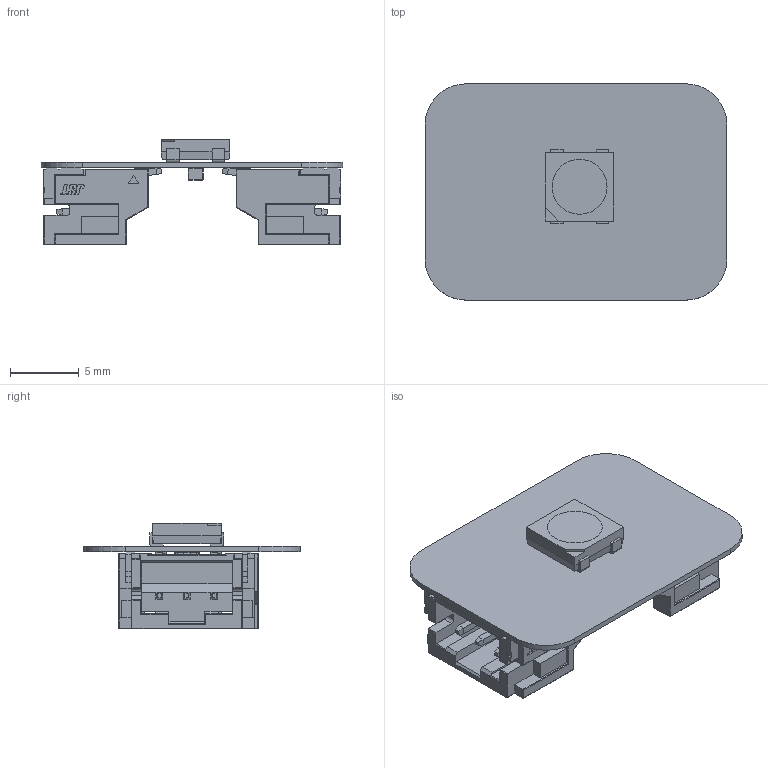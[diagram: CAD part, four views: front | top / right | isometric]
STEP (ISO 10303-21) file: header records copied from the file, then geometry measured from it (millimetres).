
FILE_DESCRIPTION(('Open CASCADE Model'),'2;1');
FILE_NAME('Open CASCADE Shape Model','2026-01-23T12:27:44',('Author'),( 'Open CASCADE'),'Open CASCADE STEP processor 7.5','Open CASCADE 7.5' ,'Unknown');
FILE_SCHEMA(('AUTOMOTIVE_DESIGN { 1 0 10303 214 1 1 1 1 }'));
Length unit declared in the file: millimetre
Products named in the file (20): PCB; Board; Open CASCADE STEP translator 7.5 1.1.1; U1; User Library-WS2812B; J2; Conn_JST_S3B-PH-SM4-TB_LF_SN_eec; S3B-PH-SM4-TB; 1; 2; Pin1_Triangle; JST; J1; C1; 6524527872; Terminal; Open CASCADE STEP translator 7.5 8.1.1; Open CASCADE STEP translator 7.5 8.1.2; Mid Body; Open CASCADE STEP translator 7.5 8.2.1
Assembly tree (20 placements, depth 5):
  PCB
    Board
      Open CASCADE STEP translator 7.5 1.1.1
    U1
      User Library-WS2812B
    J2
      Conn_JST_S3B-PH-SM4-TB_LF_SN_eec
        S3B-PH-SM4-TB
          1
          2
          Pin1_Triangle
          JST
    J1
      Conn_JST_S3B-PH-SM4-TB_LF_SN_eec
        S3B-PH-SM4-TB
          1
          2
          Pin1_Triangle
          JST
    C1
      6524527872
        Terminal
          Open CASCADE STEP translator 7.5 8.1.1
          Open CASCADE STEP translator 7.5 8.1.2
        Mid Body
          Open CASCADE STEP translator 7.5 8.2.1
Bounding box: 21.98 x 15.75 x 7.7 mm (x, y, z)
Volume: 557.4 mm3; surface area: 1976.5 mm2
Topology: 27 solids, 27 shells, 885 faces, 2286 edges, 1424 vertices
Faces by surface type: plane 510, cylinder 217, bspline 126, sphere 32
Entity records: 19202 total; most frequent: CARTESIAN_POINT 3527, ORIENTED_EDGE 2678, DIRECTION 2413, EDGE_CURVE 1339, LINE 989, VECTOR 989, VERTEX_POINT 842, AXIS2_PLACEMENT_3D 712
